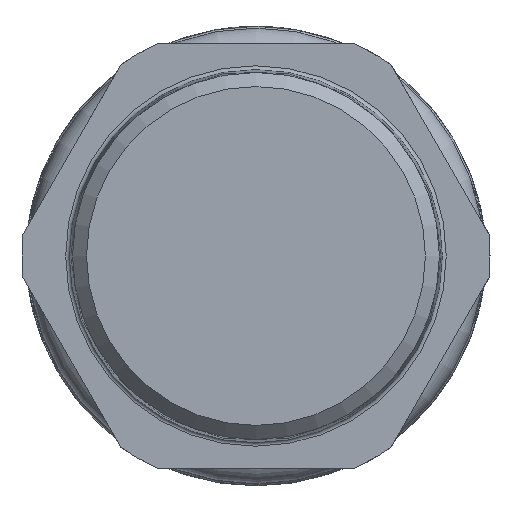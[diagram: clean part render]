
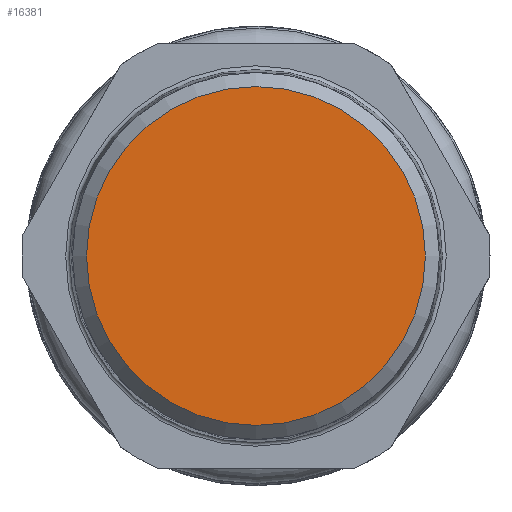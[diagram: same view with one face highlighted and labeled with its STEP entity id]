
A CAD part, left-side view. The second image highlights one B-rep face of the part: STEP entity #16381.
In plain terms, the highlighted planar face has unit normal (-1, 0, 0).
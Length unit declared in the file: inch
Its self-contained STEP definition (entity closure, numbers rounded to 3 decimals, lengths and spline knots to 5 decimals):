
#1866=CIRCLE('',#18022,0.86357);
#1867=CIRCLE('',#18023,0.86357);
#2930=FACE_OUTER_BOUND('',#3840,.T.);
#3840=EDGE_LOOP('',(#15020,#15021));
#7747=VERTEX_POINT('',#33482);
#7748=VERTEX_POINT('',#33483);
#10183=EDGE_CURVE('',#7747,#7748,#1866,.T.);
#10184=EDGE_CURVE('',#7748,#7747,#1867,.T.);
#15020=ORIENTED_EDGE('',*,*,#10183,.T.);
#15021=ORIENTED_EDGE('',*,*,#10184,.T.);
#15523=PLANE('',#18021);
#16381=ADVANCED_FACE('',(#2930),#15523,.T.);
#18021=AXIS2_PLACEMENT_3D('',#33481,#21953,#21954);
#18022=AXIS2_PLACEMENT_3D('',#33484,#21955,#21956);
#18023=AXIS2_PLACEMENT_3D('',#33485,#21957,#21958);
#21953=DIRECTION('center_axis',(-1.,0.,0.));
#21954=DIRECTION('ref_axis',(0.,1.,0.));
#21955=DIRECTION('center_axis',(-1.,0.,0.));
#21956=DIRECTION('ref_axis',(0.,-1.,0.));
#21957=DIRECTION('center_axis',(-1.,0.,0.));
#21958=DIRECTION('ref_axis',(0.,-1.,0.));
#33481=CARTESIAN_POINT('Origin',(-2.62205,-0.63976,0.));
#33482=CARTESIAN_POINT('',(-2.62205,-0.86357,0.));
#33483=CARTESIAN_POINT('',(-2.62205,0.86357,0.));
#33484=CARTESIAN_POINT('Origin',(-2.62205,0.,
0.));
#33485=CARTESIAN_POINT('Origin',(-2.62205,0.,
0.));
